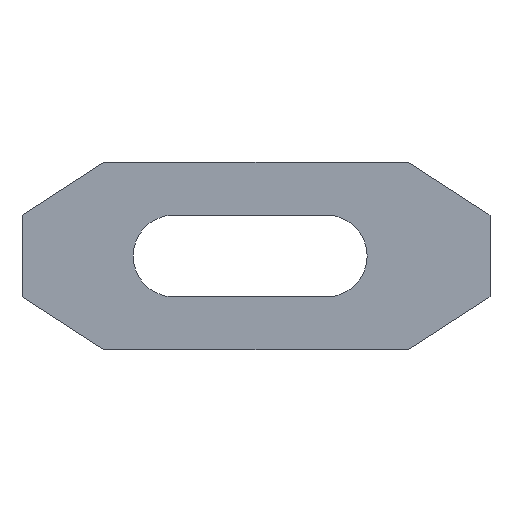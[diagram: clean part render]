
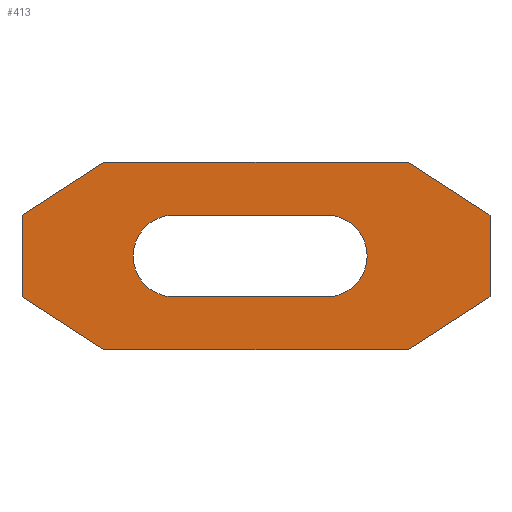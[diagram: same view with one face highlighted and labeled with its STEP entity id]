
A CAD part, front view. The second image highlights one B-rep face of the part: STEP entity #413.
In plain terms, the highlighted planar face has unit normal (0, -1, 0).
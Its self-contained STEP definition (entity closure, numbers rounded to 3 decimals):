
#3=CARTESIAN_POINT('POINT2',(1.25,0.,0.219));
#4=VERTEX_POINT('VERTEX2',#3);
#11=CARTESIAN_POINT('POINT3',(1.25,0.,-0.219));
#12=VERTEX_POINT('VERTEX3',#11);
#13=CARTESIAN_POINT('POS2',(1.25,0.,-0.219));
#14=DIRECTION('DIR2',(0.,0.,-1.));
#15=VECTOR('VEC2',#14,1.);
#16=LINE('STRAIGHT2',#13,#15);
#17=EDGE_CURVE('EDGE2',#4,#12,#16,.T.);
#50=CARTESIAN_POINT('POINT6',(0.813,0.,-0.5));
#51=VERTEX_POINT('VERTEX6',#50);
#52=CARTESIAN_POINT('POS7',(1.25,0.,-0.219));
#53=DIRECTION('DIR8',(0.841,0.,
   0.541));
#54=VECTOR('VEC6',#53,1.);
#55=LINE('STRAIGHT6',#52,#54);
#56=EDGE_CURVE('EDGE6',#51,#12,#55,.T.);
#82=CARTESIAN_POINT('POINT9',(-0.813,0.,-0.5));
#83=VERTEX_POINT('VERTEX9',#82);
#90=CARTESIAN_POINT('POINT10',(-1.25,0.,-0.219));
#91=VERTEX_POINT('VERTEX10',#90);
#92=CARTESIAN_POINT('POS12',(-1.25,0.,-0.219));
#93=DIRECTION('DIR14',(-0.841,0.,
   0.541));
#94=VECTOR('VEC10',#93,1.);
#95=LINE('STRAIGHT10',#92,#94);
#96=EDGE_CURVE('EDGE10',#83,#91,#95,.T.);
#112=CARTESIAN_POINT('POINT11',(-1.25,0.,0.219));
#113=VERTEX_POINT('VERTEX11',#112);
#129=CARTESIAN_POINT('POS17',(-1.25,0.,-0.219));
#130=DIRECTION('DIR20',(0.,0.,-1.));
#131=VECTOR('VEC14',#130,1.);
#132=LINE('STRAIGHT14',#129,#131);
#133=EDGE_CURVE('EDGE14',#113,#91,#132,.T.);
#152=CARTESIAN_POINT('POINT14',(-0.813,0.,0.5));
#153=VERTEX_POINT('VERTEX14',#152);
#154=CARTESIAN_POINT('POS20',(-1.25,0.,0.219));
#155=DIRECTION('DIR24',(-0.841,0.,
   -0.541));
#156=VECTOR('VEC16',#155,1.);
#157=LINE('STRAIGHT16',#154,#156);
#158=EDGE_CURVE('EDGE16',#153,#113,#157,.T.);
#182=CARTESIAN_POINT('POINT16',(0.813,0.,0.5));
#183=VERTEX_POINT('VERTEX16',#182);
#190=CARTESIAN_POINT('POS25',(1.25,0.,0.219));
#191=DIRECTION('DIR30',(0.841,0.,
   -0.541));
#192=VECTOR('VEC20',#191,1.);
#193=LINE('STRAIGHT20',#190,#192);
#194=EDGE_CURVE('EDGE20',#183,#4,#193,.T.);
#205=CARTESIAN_POINT('POINT17',(-0.656,0.,
   0.));
#206=VERTEX_POINT('VERTEX17',#205);
#215=CARTESIAN_POINT('POINT19',(-0.438,0.,-0.219));
#216=VERTEX_POINT('VERTEX19',#215);
#217=CARTESIAN_POINT('POS28',(-0.438,0.,0.));
#218=DIRECTION('DIR34',(0.,-1.,0.));
#219=DIRECTION('DIR35',(0.,0.,-1.));
#220=AXIS2_PLACEMENT_3D('AXIS7',#217,#218,#219);
#221=CIRCLE('ELLIPSE1',#220,0.219);
#222=EDGE_CURVE('EDGE22',#206,#216,#221,.T.);
#252=CARTESIAN_POINT('POINT22',(-0.438,0.,0.219));
#253=VERTEX_POINT('VERTEX22',#252);
#260=EDGE_CURVE('EDGE27',#253,#206,#221,.T.);
#283=CARTESIAN_POINT('POS35',(-0.813,0.,-0.5));
#284=DIRECTION('DIR45',(-1.,0.,0.));
#285=VECTOR('VEC25',#284,1.);
#286=LINE('STRAIGHT25',#283,#285);
#287=EDGE_CURVE('EDGE29',#51,#83,#286,.T.);
#329=CARTESIAN_POINT('POS41',(-0.813,0.,0.5));
#330=DIRECTION('DIR53',(-1.,0.,0.));
#331=VECTOR('VEC29',#330,1.);
#332=LINE('STRAIGHT29',#329,#331);
#333=EDGE_CURVE('EDGE33',#183,#153,#332,.T.);
#343=CARTESIAN_POINT('POINT23',(0.375,0.,0.219));
#344=VERTEX_POINT('VERTEX23',#343);
#345=CARTESIAN_POINT('POS43',(-0.438,0.,0.219));
#346=DIRECTION('DIR56',(-1.,0.,0.));
#347=VECTOR('VEC30',#346,1.);
#348=LINE('STRAIGHT30',#345,#347);
#349=EDGE_CURVE('EDGE34',#344,#253,#348,.T.);
#374=ORIENTED_EDGE('COEDGE53',*,*,#194,.F.);
#375=ORIENTED_EDGE('COEDGE54',*,*,#333,.T.);
#376=ORIENTED_EDGE('COEDGE55',*,*,#158,.T.);
#377=ORIENTED_EDGE('COEDGE56',*,*,#133,.T.);
#378=ORIENTED_EDGE('COEDGE57',*,*,#96,.F.);
#379=ORIENTED_EDGE('COEDGE58',*,*,#287,.F.);
#380=ORIENTED_EDGE('COEDGE59',*,*,#56,.T.);
#381=ORIENTED_EDGE('COEDGE60',*,*,#17,.F.);
#382=EDGE_LOOP('NONE',(#374,#375,#376,#377,#378,#379,#380,#381));
#383=FACE_BOUND('LOOP1',#382,.T.);
#384=ORIENTED_EDGE('COEDGE61',*,*,#260,.F.);
#385=ORIENTED_EDGE('COEDGE62',*,*,#349,.F.);
#386=CARTESIAN_POINT('POINT25',(0.594,0.,
   0.));
#387=VERTEX_POINT('VERTEX25',#386);
#388=CARTESIAN_POINT('POS47',(0.375,0.,0.));
#389=DIRECTION('DIR61',(0.,-1.,0.));
#390=DIRECTION('DIR62',(0.,0.,1.));
#391=AXIS2_PLACEMENT_3D('AXIS15',#388,#389,#390);
#392=CIRCLE('ELLIPSE3',#391,0.219);
#393=EDGE_CURVE('EDGE37',#387,#344,#392,.T.);
#394=ORIENTED_EDGE('COEDGE63',*,*,#393,.F.);
#395=CARTESIAN_POINT('POINT26',(0.375,0.,-0.219));
#396=VERTEX_POINT('VERTEX26',#395);
#397=EDGE_CURVE('EDGE38',#396,#387,#392,.T.);
#398=ORIENTED_EDGE('COEDGE64',*,*,#397,.F.);
#399=CARTESIAN_POINT('POS48',(0.375,0.,-0.219));
#400=DIRECTION('DIR63',(1.,0.,0.));
#401=VECTOR('VEC33',#400,1.);
#402=LINE('STRAIGHT33',#399,#401);
#403=EDGE_CURVE('EDGE39',#216,#396,#402,.T.);
#404=ORIENTED_EDGE('COEDGE65',*,*,#403,.F.);
#405=ORIENTED_EDGE('COEDGE66',*,*,#222,.F.);
#406=EDGE_LOOP('NONE',(#384,#385,#394,#398,#404,#405));
#407=FACE_BOUND('LOOP1',#406,.T.);
#408=CARTESIAN_POINT('POS49',(-1.25,0.,-0.5));
#409=DIRECTION('DIR64',(0.,-1.,0.));
#410=DIRECTION('DIR65',(1.,0.,0.));
#411=AXIS2_PLACEMENT_3D('AXIS16',#408,#409,#410);
#412=PLANE('PLANE12',#411);
#413=ADVANCED_FACE('FACE14',(#383,#407),#412,.T.);
